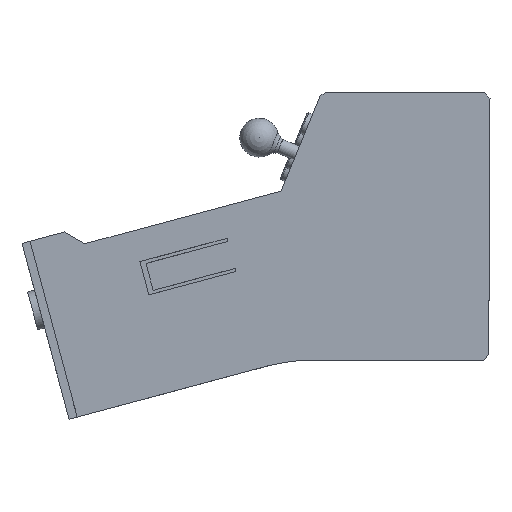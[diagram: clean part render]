
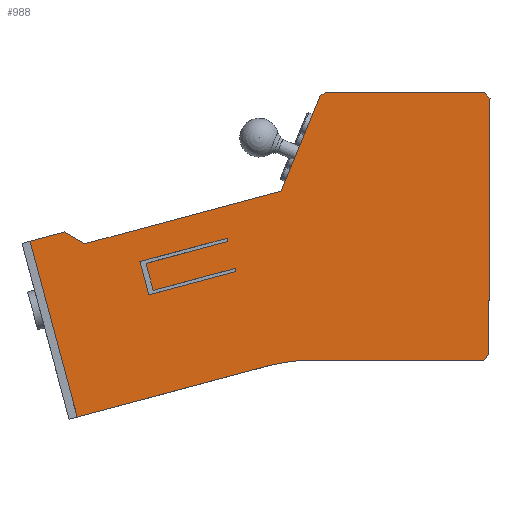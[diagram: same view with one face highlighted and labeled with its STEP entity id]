
A CAD part, left-side view. The second image highlights one B-rep face of the part: STEP entity #988.
In plain terms, the highlighted planar face has unit normal (-1, 0, 0).
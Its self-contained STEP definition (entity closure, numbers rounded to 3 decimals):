
#606=CARTESIAN_POINT('',(69.,-13.84,0.637));
#607=VERTEX_POINT('',#606);
#622=CARTESIAN_POINT('',(69.,-14.845,1.637));
#623=VERTEX_POINT('',#622);
#630=CARTESIAN_POINT('',(69.,-13.84,0.637));
#631=DIRECTION('',(-0.,-0.709,0.705));
#632=VECTOR('',#631,1.418);
#633=LINE('',#630,#632);
#634=EDGE_CURVE('',#607,#623,#633,.T.);
#653=CARTESIAN_POINT('',(69.,16.995,0.637));
#654=VERTEX_POINT('',#653);
#655=CARTESIAN_POINT('',(69.,-13.84,0.637));
#656=DIRECTION('',(0.,1.,0.));
#657=VECTOR('',#656,30.835);
#658=LINE('',#655,#657);
#659=EDGE_CURVE('',#607,#654,#658,.T.);
#699=CARTESIAN_POINT('',(69.,-15.072,47.561));
#700=VERTEX_POINT('',#699);
#707=CARTESIAN_POINT('',(69.,-15.072,47.561));
#708=DIRECTION('',(0.,0.005,-1.));
#709=VECTOR('',#708,45.925);
#710=LINE('',#707,#709);
#711=EDGE_CURVE('',#700,#623,#710,.T.);
#747=CARTESIAN_POINT('',(69.,24.76,-0.386));
#748=VERTEX_POINT('',#747);
#749=CARTESIAN_POINT('',(69.,16.995,-29.363));
#750=DIRECTION('',(-1.,-0.,-0.));
#751=DIRECTION('',(0.,0.,-1.));
#752=AXIS2_PLACEMENT_3D('',#749,#750,#751);
#753=CIRCLE('',#752,30.);
#754=EDGE_CURVE('',#654,#748,#753,.T.);
#791=CARTESIAN_POINT('',(69.,58.943,-9.545));
#792=VERTEX_POINT('',#791);
#793=CARTESIAN_POINT('',(69.,58.943,-9.545));
#794=DIRECTION('',(0.,-0.966,0.259));
#795=VECTOR('',#794,35.389);
#796=LINE('',#793,#795);
#797=EDGE_CURVE('',#792,#748,#796,.T.);
#821=CARTESIAN_POINT('',(69.,67.394,21.996));
#822=VERTEX_POINT('',#821);
#823=CARTESIAN_POINT('',(69.,58.943,-9.545));
#824=DIRECTION('',(0.,0.259,0.966));
#825=VECTOR('',#824,32.653);
#826=LINE('',#823,#825);
#827=EDGE_CURVE('',#792,#822,#826,.T.);
#847=CARTESIAN_POINT('',(69.,58.944,16.977));
#848=DIRECTION('',(1.,0.,0.));
#849=DIRECTION('',(0.,-0.259,-0.966));
#850=AXIS2_PLACEMENT_3D('',#847,#848,#849);
#851=PLANE('',#850);
#852=ORIENTED_EDGE('',*,*,#711,.F.);
#853=CARTESIAN_POINT('',(69.,-15.072,47.598));
#854=VERTEX_POINT('',#853);
#855=CARTESIAN_POINT('',(69.,-15.072,47.598));
#856=DIRECTION('',(0.,-0.,-1.));
#857=VECTOR('',#856,0.037);
#858=LINE('',#855,#857);
#859=EDGE_CURVE('',#854,#700,#858,.T.);
#860=ORIENTED_EDGE('',*,*,#859,.F.);
#861=CARTESIAN_POINT('',(69.,-14.072,48.598));
#862=VERTEX_POINT('',#861);
#863=CARTESIAN_POINT('',(69.,-15.072,47.598));
#864=DIRECTION('',(0.,0.707,0.707));
#865=VECTOR('',#864,1.414);
#866=LINE('',#863,#865);
#867=EDGE_CURVE('',#854,#862,#866,.T.);
#868=ORIENTED_EDGE('',*,*,#867,.T.);
#869=CARTESIAN_POINT('',(69.,14.5,48.598));
#870=VERTEX_POINT('',#869);
#871=CARTESIAN_POINT('',(69.,14.5,48.598));
#872=DIRECTION('',(0.,-1.,0.));
#873=VECTOR('',#872,28.572);
#874=LINE('',#871,#873);
#875=EDGE_CURVE('',#870,#862,#874,.T.);
#876=ORIENTED_EDGE('',*,*,#875,.F.);
#877=CARTESIAN_POINT('',(69.,15.425,47.978));
#878=VERTEX_POINT('',#877);
#879=CARTESIAN_POINT('',(69.,14.5,48.598));
#880=DIRECTION('',(0.,0.831,-0.557));
#881=VECTOR('',#880,1.113);
#882=LINE('',#879,#881);
#883=EDGE_CURVE('',#870,#878,#882,.T.);
#884=ORIENTED_EDGE('',*,*,#883,.T.);
#885=CARTESIAN_POINT('',(69.,22.429,30.938));
#886=VERTEX_POINT('',#885);
#887=CARTESIAN_POINT('',(69.,15.425,47.978));
#888=DIRECTION('',(0.,0.38,-0.925));
#889=VECTOR('',#888,18.423);
#890=LINE('',#887,#889);
#891=EDGE_CURVE('',#878,#886,#890,.T.);
#892=ORIENTED_EDGE('',*,*,#891,.T.);
#893=CARTESIAN_POINT('',(69.,57.569,21.523));
#894=VERTEX_POINT('',#893);
#895=CARTESIAN_POINT('',(69.,22.429,30.938));
#896=DIRECTION('',(0.,0.966,-0.259));
#897=VECTOR('',#896,36.379);
#898=LINE('',#895,#897);
#899=EDGE_CURVE('',#886,#894,#898,.T.);
#900=ORIENTED_EDGE('',*,*,#899,.T.);
#901=CARTESIAN_POINT('',(69.,61.243,23.644));
#902=VERTEX_POINT('',#901);
#903=CARTESIAN_POINT('',(69.,57.569,21.523));
#904=DIRECTION('',(0.,0.866,0.5));
#905=VECTOR('',#904,4.243);
#906=LINE('',#903,#905);
#907=EDGE_CURVE('',#894,#902,#906,.T.);
#908=ORIENTED_EDGE('',*,*,#907,.T.);
#909=CARTESIAN_POINT('',(69.,61.243,23.644));
#910=DIRECTION('',(0.,0.966,-0.259));
#911=VECTOR('',#910,6.369);
#912=LINE('',#909,#911);
#913=EDGE_CURVE('',#902,#822,#912,.T.);
#914=ORIENTED_EDGE('',*,*,#913,.T.);
#915=ORIENTED_EDGE('',*,*,#827,.F.);
#916=ORIENTED_EDGE('',*,*,#797,.T.);
#917=ORIENTED_EDGE('',*,*,#754,.F.);
#918=ORIENTED_EDGE('',*,*,#659,.F.);
#919=ORIENTED_EDGE('',*,*,#634,.T.);
#920=EDGE_LOOP('',(#852,#860,#868,#876,#884,#892,#900,#908,#914,#915,#916,#917,#918,#919));
#921=FACE_BOUND('',#920,.T.);
#922=CARTESIAN_POINT('',(69.,47.711,18.32));
#923=VERTEX_POINT('',#922);
#924=CARTESIAN_POINT('',(69.,32.081,22.508));
#925=VERTEX_POINT('',#924);
#926=CARTESIAN_POINT('',(69.,47.711,18.32));
#927=DIRECTION('',(0.,-0.966,0.259));
#928=VECTOR('',#927,16.181);
#929=LINE('',#926,#928);
#930=EDGE_CURVE('',#923,#925,#929,.T.);
#931=ORIENTED_EDGE('',*,*,#930,.T.);
#932=CARTESIAN_POINT('',(69.,31.927,21.932));
#933=VERTEX_POINT('',#932);
#934=CARTESIAN_POINT('',(69.,32.081,22.508));
#935=DIRECTION('',(0.,-0.259,-0.966));
#936=VECTOR('',#935,0.595);
#937=LINE('',#934,#936);
#938=EDGE_CURVE('',#925,#933,#937,.T.);
#939=ORIENTED_EDGE('',*,*,#938,.T.);
#940=CARTESIAN_POINT('',(69.,46.609,17.998));
#941=VERTEX_POINT('',#940);
#942=CARTESIAN_POINT('',(69.,46.609,17.998));
#943=DIRECTION('',(0.,-0.966,0.259));
#944=VECTOR('',#943,15.2);
#945=LINE('',#942,#944);
#946=EDGE_CURVE('',#941,#933,#945,.T.);
#947=ORIENTED_EDGE('',*,*,#946,.F.);
#948=CARTESIAN_POINT('',(69.,45.315,13.169));
#949=VERTEX_POINT('',#948);
#950=CARTESIAN_POINT('',(69.,46.609,17.998));
#951=DIRECTION('',(0.,-0.259,-0.966));
#952=VECTOR('',#951,5.);
#953=LINE('',#950,#952);
#954=EDGE_CURVE('',#941,#949,#953,.T.);
#955=ORIENTED_EDGE('',*,*,#954,.T.);
#956=CARTESIAN_POINT('',(69.,30.633,17.103));
#957=VERTEX_POINT('',#956);
#958=CARTESIAN_POINT('',(69.,45.315,13.169));
#959=DIRECTION('',(0.,-0.966,0.259));
#960=VECTOR('',#959,15.2);
#961=LINE('',#958,#960);
#962=EDGE_CURVE('',#949,#957,#961,.T.);
#963=ORIENTED_EDGE('',*,*,#962,.T.);
#964=CARTESIAN_POINT('',(69.,30.479,16.528));
#965=VERTEX_POINT('',#964);
#966=CARTESIAN_POINT('',(69.,30.633,17.103));
#967=DIRECTION('',(0.,-0.259,-0.966));
#968=VECTOR('',#967,0.595);
#969=LINE('',#966,#968);
#970=EDGE_CURVE('',#957,#965,#969,.T.);
#971=ORIENTED_EDGE('',*,*,#970,.T.);
#972=CARTESIAN_POINT('',(69.,46.108,12.34));
#973=VERTEX_POINT('',#972);
#974=CARTESIAN_POINT('',(69.,30.479,16.528));
#975=DIRECTION('',(0.,0.966,-0.259));
#976=VECTOR('',#975,16.181);
#977=LINE('',#974,#976);
#978=EDGE_CURVE('',#965,#973,#977,.T.);
#979=ORIENTED_EDGE('',*,*,#978,.T.);
#980=CARTESIAN_POINT('',(69.,46.108,12.34));
#981=DIRECTION('',(0.,0.259,0.966));
#982=VECTOR('',#981,6.191);
#983=LINE('',#980,#982);
#984=EDGE_CURVE('',#973,#923,#983,.T.);
#985=ORIENTED_EDGE('',*,*,#984,.T.);
#986=EDGE_LOOP('',(#931,#939,#947,#955,#963,#971,#979,#985));
#987=FACE_BOUND('',#986,.T.);
#988=ADVANCED_FACE('',(#921,#987),#851,.F.);
